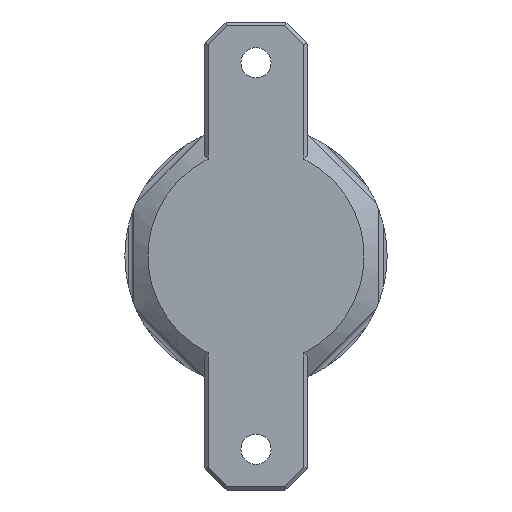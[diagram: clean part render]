
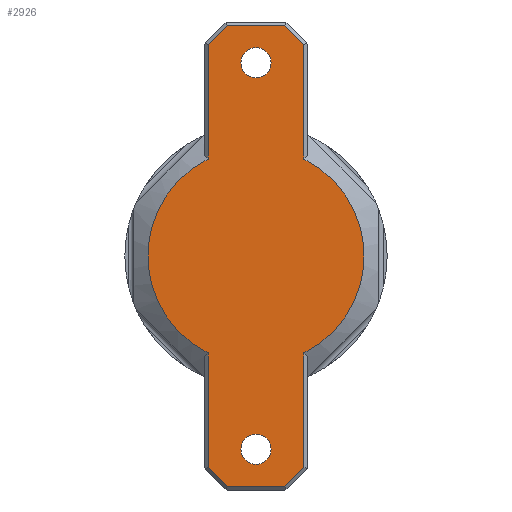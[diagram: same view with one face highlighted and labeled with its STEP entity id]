
A CAD part, front view. The second image highlights one B-rep face of the part: STEP entity #2926.
In plain terms, the highlighted planar face has unit normal (0, -1, 0).
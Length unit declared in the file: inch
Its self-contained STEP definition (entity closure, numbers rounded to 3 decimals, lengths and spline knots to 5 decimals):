
#195=CARTESIAN_POINT('',(0.,0.,0.));
#196=DIRECTION('',(0.,-1.,0.));
#197=DIRECTION('',(0.443,0.,-0.897));
#198=AXIS2_PLACEMENT_3D('',#195,#196,#197);
#353=CARTESIAN_POINT('',(0.,0.,0.));
#354=DIRECTION('',(0.,-1.,0.));
#355=DIRECTION('',(-0.443,0.,0.897));
#356=AXIS2_PLACEMENT_3D('',#353,#354,#355);
#1131=DIRECTION('',(0.,0.,-1.));
#1132=VECTOR('',#1131,1.26884);
#1133=CARTESIAN_POINT('',(-0.5315,0.,2.3459));
#1134=LINE('',#1133,#1132);
#1135=DIRECTION('',(-0.707,0.,-0.707));
#1136=VECTOR('',#1135,0.30145);
#1137=CARTESIAN_POINT('',(-0.31834,0.,2.55906));
#1138=LINE('',#1137,#1136);
#1139=DIRECTION('',(-1.,0.,0.));
#1140=VECTOR('',#1139,0.63668);
#1141=CARTESIAN_POINT('',(0.31834,0.,2.55906));
#1142=LINE('',#1141,#1140);
#1143=DIRECTION('',(-0.707,0.,0.707));
#1144=VECTOR('',#1143,0.30145);
#1145=CARTESIAN_POINT('',(0.5315,0.,2.3459));
#1146=LINE('',#1145,#1144);
#1147=DIRECTION('',(0.,0.,1.));
#1148=VECTOR('',#1147,1.26884);
#1149=CARTESIAN_POINT('',(0.5315,0.,1.07706));
#1150=LINE('',#1149,#1148);
#1151=DIRECTION('',(0.,0.,1.));
#1152=VECTOR('',#1151,1.26884);
#1153=CARTESIAN_POINT('',(0.5315,0.,-2.3459));
#1154=LINE('',#1153,#1152);
#1155=DIRECTION('',(0.707,0.,0.707));
#1156=VECTOR('',#1155,0.30145);
#1157=CARTESIAN_POINT('',(0.31834,0.,-2.55906));
#1158=LINE('',#1157,#1156);
#1159=DIRECTION('',(1.,0.,0.));
#1160=VECTOR('',#1159,0.63668);
#1161=CARTESIAN_POINT('',(-0.31834,0.,-2.55906));
#1162=LINE('',#1161,#1160);
#1163=DIRECTION('',(0.707,0.,-0.707));
#1164=VECTOR('',#1163,0.30145);
#1165=CARTESIAN_POINT('',(-0.5315,0.,-2.3459));
#1166=LINE('',#1165,#1164);
#1167=DIRECTION('',(0.,0.,-1.));
#1168=VECTOR('',#1167,1.26884);
#1169=CARTESIAN_POINT('',(-0.5315,0.,-1.07706));
#1170=LINE('',#1169,#1168);
#1171=CARTESIAN_POINT('',(0.,0.,2.14567));
#1172=DIRECTION('',(0.,1.,0.));
#1173=DIRECTION('',(0.,0.,-1.));
#1174=AXIS2_PLACEMENT_3D('',#1171,#1172,#1173);
#1176=CARTESIAN_POINT('',(0.,0.,2.14567));
#1177=DIRECTION('',(0.,1.,0.));
#1178=DIRECTION('',(0.,0.,1.));
#1179=AXIS2_PLACEMENT_3D('',#1176,#1177,#1178);
#1181=CARTESIAN_POINT('',(0.,0.,-2.14567));
#1182=DIRECTION('',(0.,1.,0.));
#1183=DIRECTION('',(0.,0.,-1.));
#1184=AXIS2_PLACEMENT_3D('',#1181,#1182,#1183);
#1186=CARTESIAN_POINT('',(0.,0.,-2.14567));
#1187=DIRECTION('',(0.,1.,0.));
#1188=DIRECTION('',(0.,0.,1.));
#1189=AXIS2_PLACEMENT_3D('',#1186,#1187,#1188);
#1547=CARTESIAN_POINT('',(0.,0.,-2.31299));
#1548=CARTESIAN_POINT('',(0.,0.,-1.97835));
#1549=VERTEX_POINT('',#1547);
#1550=VERTEX_POINT('',#1548);
#1551=CARTESIAN_POINT('',(0.,0.,1.97835));
#1552=CARTESIAN_POINT('',(0.,0.,2.31299));
#1553=VERTEX_POINT('',#1551);
#1554=VERTEX_POINT('',#1552);
#1579=CARTESIAN_POINT('',(-0.5315,0.,2.3459));
#1580=CARTESIAN_POINT('',(-0.5315,0.,1.07706));
#1581=VERTEX_POINT('',#1579);
#1582=VERTEX_POINT('',#1580);
#1585=CARTESIAN_POINT('',(-0.31834,0.,2.55906));
#1586=VERTEX_POINT('',#1585);
#1599=CARTESIAN_POINT('',(0.31834,0.,2.55906));
#1600=VERTEX_POINT('',#1599);
#1601=CARTESIAN_POINT('',(0.5315,0.,2.3459));
#1602=VERTEX_POINT('',#1601);
#1617=CARTESIAN_POINT('',(0.5315,0.,1.07706));
#1618=VERTEX_POINT('',#1617);
#1625=CARTESIAN_POINT('',(0.5315,0.,-2.3459));
#1626=CARTESIAN_POINT('',(0.5315,0.,-1.07706));
#1627=VERTEX_POINT('',#1625);
#1628=VERTEX_POINT('',#1626);
#1631=CARTESIAN_POINT('',(0.31834,0.,-2.55906));
#1632=VERTEX_POINT('',#1631);
#1641=CARTESIAN_POINT('',(-0.31834,0.,-2.55906));
#1642=VERTEX_POINT('',#1641);
#1643=CARTESIAN_POINT('',(-0.5315,0.,-1.07706));
#1644=CARTESIAN_POINT('',(-0.5315,0.,-2.3459));
#1645=VERTEX_POINT('',#1643);
#1646=VERTEX_POINT('',#1644);
#2887=CARTESIAN_POINT('',(0.,0.,0.));
#2888=DIRECTION('',(0.,1.,0.));
#2889=DIRECTION('',(1.,0.,0.));
#2890=AXIS2_PLACEMENT_3D('',#2887,#2888,#2889);
#2891=PLANE('',#2890);
#2892=ORIENTED_EDGE('',*,*,#2881,.F.);
#2893=ORIENTED_EDGE('',*,*,#1790,.F.);
#2895=ORIENTED_EDGE('',*,*,#2894,.F.);
#2897=ORIENTED_EDGE('',*,*,#2896,.F.);
#2899=ORIENTED_EDGE('',*,*,#2898,.F.);
#2900=ORIENTED_EDGE('',*,*,#2007,.F.);
#2902=ORIENTED_EDGE('',*,*,#2901,.F.);
#2904=ORIENTED_EDGE('',*,*,#2903,.F.);
#2906=ORIENTED_EDGE('',*,*,#2905,.F.);
#2908=ORIENTED_EDGE('',*,*,#2907,.F.);
#2910=ORIENTED_EDGE('',*,*,#2909,.F.);
#2911=ORIENTED_EDGE('',*,*,#2190,.F.);
#2912=EDGE_LOOP('',(#2892,#2893,#2895,#2897,#2899,#2900,#2902,#2904,#2906,#2908,
#2910,#2911));
#2913=FACE_OUTER_BOUND('',#2912,.F.);
#2915=ORIENTED_EDGE('',*,*,#2914,.F.);
#2917=ORIENTED_EDGE('',*,*,#2916,.F.);
#2918=EDGE_LOOP('',(#2915,#2917));
#2919=FACE_BOUND('',#2918,.F.);
#2921=ORIENTED_EDGE('',*,*,#2920,.F.);
#2923=ORIENTED_EDGE('',*,*,#2922,.F.);
#2924=EDGE_LOOP('',(#2921,#2923));
#2925=FACE_BOUND('',#2924,.F.);
#2926=ADVANCED_FACE('',(#2913,#2919,#2925),#2891,.F.);
#199=CIRCLE('',#198,1.20106);
#357=CIRCLE('',#356,1.20106);
#1175=CIRCLE('',#1174,0.16732);
#1180=CIRCLE('',#1179,0.16732);
#1185=CIRCLE('',#1184,0.16732);
#1190=CIRCLE('',#1189,0.16732);
#1790=EDGE_CURVE('',#1586,#1581,#1138,.T.);
#2007=EDGE_CURVE('',#1628,#1618,#199,.T.);
#2190=EDGE_CURVE('',#1582,#1645,#357,.T.);
#2881=EDGE_CURVE('',#1581,#1582,#1134,.T.);
#2894=EDGE_CURVE('',#1600,#1586,#1142,.T.);
#2896=EDGE_CURVE('',#1602,#1600,#1146,.T.);
#2898=EDGE_CURVE('',#1618,#1602,#1150,.T.);
#2901=EDGE_CURVE('',#1627,#1628,#1154,.T.);
#2903=EDGE_CURVE('',#1632,#1627,#1158,.T.);
#2905=EDGE_CURVE('',#1642,#1632,#1162,.T.);
#2907=EDGE_CURVE('',#1646,#1642,#1166,.T.);
#2909=EDGE_CURVE('',#1645,#1646,#1170,.T.);
#2914=EDGE_CURVE('',#1553,#1554,#1175,.T.);
#2916=EDGE_CURVE('',#1554,#1553,#1180,.T.);
#2920=EDGE_CURVE('',#1549,#1550,#1185,.T.);
#2922=EDGE_CURVE('',#1550,#1549,#1190,.T.);
